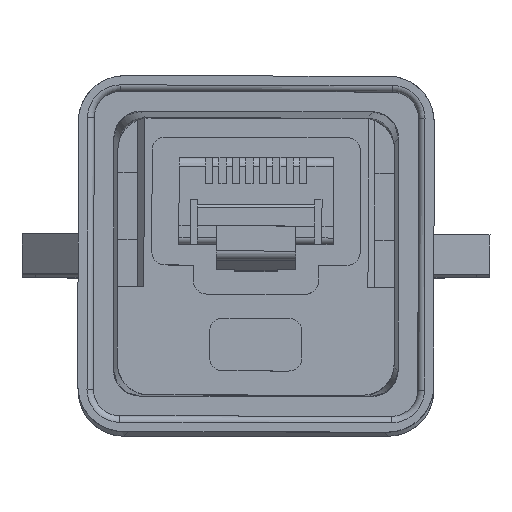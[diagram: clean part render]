
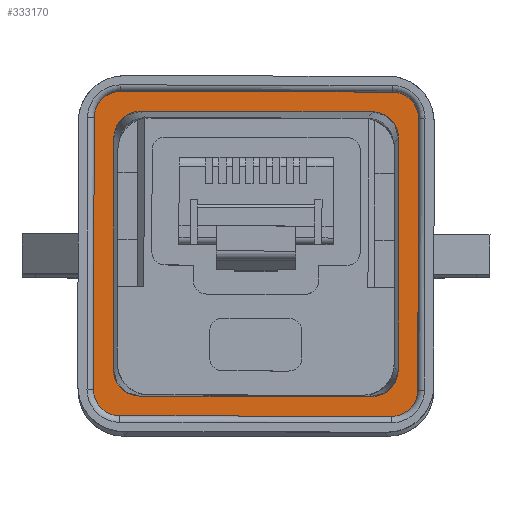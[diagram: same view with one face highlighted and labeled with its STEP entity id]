
A CAD part, top view. The second image highlights one B-rep face of the part: STEP entity #333170.
In plain terms, the highlighted planar face has unit normal (0, 0, 1).
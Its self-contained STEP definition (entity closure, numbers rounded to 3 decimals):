
#331560=CARTESIAN_POINT('',(23.429,52.268,
164.625));
#331570=DIRECTION('',(0.,0.,1.));
#331580=DIRECTION('',(1.,0.,0.));
#331590=AXIS2_PLACEMENT_3D('',#331560,#331570,#331580);
#331600=PLANE('',#331590);
#331610=CARTESIAN_POINT('',(22.083,103.44,
164.625));
#331620=DIRECTION('',(0.002,1.,0.));
#331630=VECTOR('',#331620,1.);
#331640=LINE('',#331610,#331630);
#331650=CARTESIAN_POINT('',(21.975,52.781,
164.625));
#331660=VERTEX_POINT('',#331650);
#331670=CARTESIAN_POINT('',(22.019,73.381,
164.625));
#331680=VERTEX_POINT('',#331670);
#331690=EDGE_CURVE('',#331660,#331680,#331640,.T.);
#331700=ORIENTED_EDGE('',*,*,#331690,.F.);
#331710=CARTESIAN_POINT('',(24.019,73.376,
164.625));
#331720=DIRECTION('',(0.,0.,1.));
#331730=DIRECTION('',(-1.,0.002,0.));
#331740=AXIS2_PLACEMENT_3D('',#331710,#331720,#331730);
#331750=CIRCLE('',#331740,2.);
#331760=CARTESIAN_POINT('',(24.023,75.376,
164.625));
#331770=VERTEX_POINT('',#331760);
#331780=EDGE_CURVE('',#331770,#331680,#331750,.T.);
#331790=ORIENTED_EDGE('',*,*,#331780,.T.);
#331800=CARTESIAN_POINT('',(-8.143,75.445,
164.625));
#331810=DIRECTION('',(1.,-0.002,0.));
#331820=VECTOR('',#331810,1.);
#331830=LINE('',#331800,#331820);
#331840=CARTESIAN_POINT('',(44.623,75.333,
164.625));
#331850=VERTEX_POINT('',#331840);
#331860=EDGE_CURVE('',#331770,#331850,#331830,.T.);
#331870=ORIENTED_EDGE('',*,*,#331860,.F.);
#331880=CARTESIAN_POINT('',(44.619,73.333,
164.625));
#331890=DIRECTION('',(0.,0.,1.));
#331900=DIRECTION('',(-1.,0.002,0.));
#331910=AXIS2_PLACEMENT_3D('',#331880,#331890,#331900);
#331920=CIRCLE('',#331910,2.);
#331930=CARTESIAN_POINT('',(46.619,73.328,
164.625));
#331940=VERTEX_POINT('',#331930);
#331950=EDGE_CURVE('',#331940,#331850,#331920,.T.);
#331960=ORIENTED_EDGE('',*,*,#331950,.T.);
#331970=CARTESIAN_POINT('',(46.683,103.387,
164.625));
#331980=DIRECTION('',(-0.002,-1.,-0.));
#331990=VECTOR('',#331980,1.);
#332000=LINE('',#331970,#331990);
#332010=CARTESIAN_POINT('',(46.575,52.728,
164.625));
#332020=VERTEX_POINT('',#332010);
#332030=EDGE_CURVE('',#331940,#332020,#332000,.T.);
#332040=ORIENTED_EDGE('',*,*,#332030,.F.);
#332050=CARTESIAN_POINT('',(44.575,52.733,
164.625));
#332060=DIRECTION('',(0.,0.,1.));
#332070=DIRECTION('',(-1.,0.002,0.));
#332080=AXIS2_PLACEMENT_3D('',#332050,#332060,#332070);
#332090=CIRCLE('',#332080,2.);
#332100=CARTESIAN_POINT('',(44.571,50.733,
164.625));
#332110=VERTEX_POINT('',#332100);
#332120=EDGE_CURVE('',#332110,#332020,#332090,.T.);
#332130=ORIENTED_EDGE('',*,*,#332120,.T.);
#332140=CARTESIAN_POINT('',(-8.195,50.845,
164.625));
#332150=DIRECTION('',(-1.,0.002,0.));
#332160=VECTOR('',#332150,1.);
#332170=LINE('',#332140,#332160);
#332180=CARTESIAN_POINT('',(23.971,50.776,
164.625));
#332190=VERTEX_POINT('',#332180);
#332200=EDGE_CURVE('',#332110,#332190,#332170,.T.);
#332210=ORIENTED_EDGE('',*,*,#332200,.F.);
#332220=CARTESIAN_POINT('',(23.975,52.776,
164.625));
#332230=DIRECTION('',(0.,0.,1.));
#332240=DIRECTION('',(-1.,0.002,0.));
#332250=AXIS2_PLACEMENT_3D('',#332220,#332230,#332240);
#332260=CIRCLE('',#332250,2.);
#332270=EDGE_CURVE('',#331660,#332190,#332260,.T.);
#332280=ORIENTED_EDGE('',*,*,#332270,.T.);
#332290=EDGE_LOOP('',(#332280,#332210,#332130,#332040,#331960,#331870,
#331790,#331700));
#332300=FACE_OUTER_BOUND('',#332290,.T.);
#332310=CARTESIAN_POINT('',(-8.192,52.345,
164.625));
#332320=DIRECTION('',(-1.,0.002,0.));
#332330=VECTOR('',#332320,1.);
#332340=LINE('',#332310,#332330);
#332350=CARTESIAN_POINT('',(43.074,52.236,
164.625));
#332360=VERTEX_POINT('',#332350);
#332370=CARTESIAN_POINT('',(25.474,52.273,
164.625));
#332380=VERTEX_POINT('',#332370);
#332390=EDGE_CURVE('',#332360,#332380,#332340,.T.);
#332400=ORIENTED_EDGE('',*,*,#332390,.T.);
#332410=CARTESIAN_POINT('',(43.074,52.236,
164.625));
#332420=CARTESIAN_POINT('',(43.425,52.235,
164.625));
#332430=CARTESIAN_POINT('',(43.77,52.327,
164.625));
#332440=CARTESIAN_POINT('',(44.379,52.677,
164.625));
#332450=CARTESIAN_POINT('',(44.632,52.928,
164.625));
#332460=CARTESIAN_POINT('',(44.984,53.536,
164.625));
#332470=CARTESIAN_POINT('',(45.077,53.88,
164.625));
#332480=CARTESIAN_POINT('',(45.078,54.231,
164.625));
#332490=B_SPLINE_CURVE_WITH_KNOTS('',3,(#332410,#332420,#332430,#332440,
#332450,#332460,#332470,#332480),.UNSPECIFIED.,.F.,.F.,(4,2,2,4),(0.,1.,
2.,3.),.UNSPECIFIED.);
#332500=CARTESIAN_POINT('',(45.078,54.231,
164.625));
#332510=VERTEX_POINT('',#332500);
#332520=EDGE_CURVE('',#332360,#332510,#332490,.T.);
#332530=ORIENTED_EDGE('',*,*,#332520,.F.);
#332540=CARTESIAN_POINT('',(45.183,103.391,
164.625));
#332550=DIRECTION('',(-0.002,-1.,-0.));
#332560=VECTOR('',#332550,1.);
#332570=LINE('',#332540,#332560);
#332580=CARTESIAN_POINT('',(45.116,71.832,
164.625));
#332590=VERTEX_POINT('',#332580);
#332600=EDGE_CURVE('',#332590,#332510,#332570,.T.);
#332610=ORIENTED_EDGE('',*,*,#332600,.T.);
#332620=CARTESIAN_POINT('',(45.116,71.832,
164.625));
#332630=CARTESIAN_POINT('',(45.116,72.183,
164.625));
#332640=CARTESIAN_POINT('',(45.025,72.528,
164.625));
#332650=CARTESIAN_POINT('',(44.675,73.137,
164.625));
#332660=CARTESIAN_POINT('',(44.423,73.39,
164.625));
#332670=CARTESIAN_POINT('',(43.816,73.742,
164.625));
#332680=CARTESIAN_POINT('',(43.471,73.835,
164.625));
#332690=CARTESIAN_POINT('',(43.12,73.836,
164.625));
#332700=B_SPLINE_CURVE_WITH_KNOTS('',3,(#332620,#332630,#332640,#332650,
#332660,#332670,#332680,#332690),.UNSPECIFIED.,.F.,.F.,(4,2,2,4),(0.,1.,
2.,3.),.UNSPECIFIED.);
#332710=CARTESIAN_POINT('',(43.12,73.836,
164.625));
#332720=VERTEX_POINT('',#332710);
#332730=EDGE_CURVE('',#332590,#332720,#332700,.T.);
#332740=ORIENTED_EDGE('',*,*,#332730,.F.);
#332750=CARTESIAN_POINT('',(-8.146,73.945,
164.625));
#332760=DIRECTION('',(1.,-0.002,0.));
#332770=VECTOR('',#332760,1.);
#332780=LINE('',#332750,#332770);
#332790=CARTESIAN_POINT('',(25.52,73.873,
164.625));
#332800=VERTEX_POINT('',#332790);
#332810=EDGE_CURVE('',#332800,#332720,#332780,.T.);
#332820=ORIENTED_EDGE('',*,*,#332810,.T.);
#332830=CARTESIAN_POINT('',(25.52,73.873,
164.625));
#332840=CARTESIAN_POINT('',(25.169,73.874,
164.625));
#332850=CARTESIAN_POINT('',(24.824,73.782,
164.625));
#332860=CARTESIAN_POINT('',(24.215,73.433,
164.625));
#332870=CARTESIAN_POINT('',(23.962,73.181,
164.625));
#332880=CARTESIAN_POINT('',(23.609,72.573,
164.625));
#332890=CARTESIAN_POINT('',(23.516,72.229,
164.625));
#332900=CARTESIAN_POINT('',(23.516,71.878,
164.625));
#332910=B_SPLINE_CURVE_WITH_KNOTS('',3,(#332830,#332840,#332850,#332860,
#332870,#332880,#332890,#332900),.UNSPECIFIED.,.F.,.F.,(4,2,2,4),(0.,1.,
2.,3.),.UNSPECIFIED.);
#332920=CARTESIAN_POINT('',(23.516,71.878,
164.625));
#332930=VERTEX_POINT('',#332920);
#332940=EDGE_CURVE('',#332800,#332930,#332910,.T.);
#332950=ORIENTED_EDGE('',*,*,#332940,.F.);
#332960=CARTESIAN_POINT('',(23.583,103.436,
164.625));
#332970=DIRECTION('',(0.002,1.,0.));
#332980=VECTOR('',#332970,1.);
#332990=LINE('',#332960,#332980);
#333000=CARTESIAN_POINT('',(23.478,54.277,
164.625));
#333010=VERTEX_POINT('',#333000);
#333020=EDGE_CURVE('',#333010,#332930,#332990,.T.);
#333030=ORIENTED_EDGE('',*,*,#333020,.T.);
#333040=CARTESIAN_POINT('',(23.478,54.277,
164.625));
#333050=CARTESIAN_POINT('',(23.477,53.926,
164.625));
#333060=CARTESIAN_POINT('',(23.569,53.581,
164.625));
#333070=CARTESIAN_POINT('',(23.919,52.972,
164.625));
#333080=CARTESIAN_POINT('',(24.171,52.719,
164.625));
#333090=CARTESIAN_POINT('',(24.778,52.367,
164.625));
#333100=CARTESIAN_POINT('',(25.123,52.274,
164.625));
#333110=CARTESIAN_POINT('',(25.474,52.273,
164.625));
#333120=B_SPLINE_CURVE_WITH_KNOTS('',3,(#333040,#333050,#333060,#333070,
#333080,#333090,#333100,#333110),.UNSPECIFIED.,.F.,.F.,(4,2,2,4),(0.,1.,
2.,3.),.UNSPECIFIED.);
#333130=EDGE_CURVE('',#333010,#332380,#333120,.T.);
#333140=ORIENTED_EDGE('',*,*,#333130,.F.);
#333150=EDGE_LOOP('',(#333140,#333030,#332950,#332820,#332740,#332610,
#332530,#332400));
#333160=FACE_BOUND('',#333150,.T.);
#333170=ADVANCED_FACE('',(#332300,#333160),#331600,.T.);
